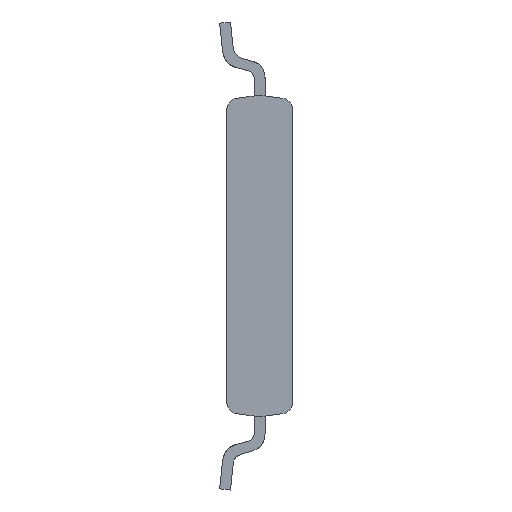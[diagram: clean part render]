
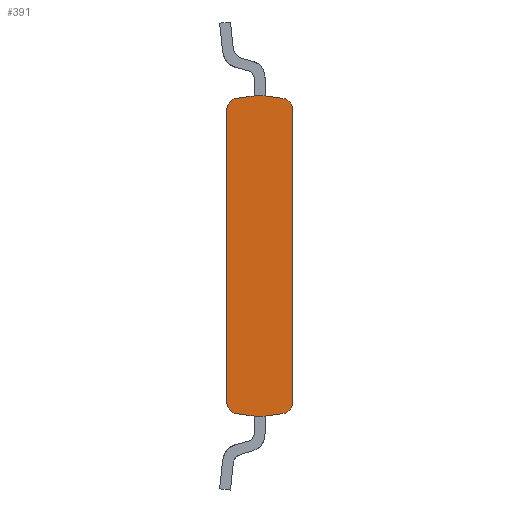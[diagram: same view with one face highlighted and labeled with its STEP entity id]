
A CAD part, front view. The second image highlights one B-rep face of the part: STEP entity #391.
In plain terms, the highlighted free-form (B-spline) face has degree [1, 1] with [2, 2] control points.
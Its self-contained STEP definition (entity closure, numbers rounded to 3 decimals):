
#296=(
BOUNDED_SURFACE()
B_SPLINE_SURFACE(1,1,((#297,#298),(#299,#300)),.UNSPECIFIED.,.F.,.F.,.F.)
B_SPLINE_SURFACE_WITH_KNOTS((2,2),(2,2),(0.000,1.000),(0.000,1.000),.UNSPECIFIED.)
GEOMETRIC_REPRESENTATION_ITEM()
RATIONAL_B_SPLINE_SURFACE(((1.,1.),(1.,1.)))
REPRESENTATION_ITEM('')
SURFACE()
);
#297=CARTESIAN_POINT('',(0.1,-3.9,2.2));
#298=CARTESIAN_POINT('',(1.,-3.9,2.2));
#299=CARTESIAN_POINT('',(0.1,-3.9,-2.2));
#300=CARTESIAN_POINT('',(1.,-3.9,-2.2));
#301=CARTESIAN_POINT('',(0.625,-3.9,2.2));
#302=VERTEX_POINT('',#301);
#303=(
BOUNDED_CURVE()
B_SPLINE_CURVE(1,(#304,#305),.UNSPECIFIED.,.F.,.F.)
B_SPLINE_CURVE_WITH_KNOTS((2,2),(0.000,1.000),.UNSPECIFIED.)
CURVE()
GEOMETRIC_REPRESENTATION_ITEM()
RATIONAL_B_SPLINE_CURVE((1.,1.))
REPRESENTATION_ITEM('')
);
#304=CARTESIAN_POINT('',(0.625,-3.9,2.2));
#305=CARTESIAN_POINT('',(0.87,-3.9,2.166));
#306=CARTESIAN_POINT('',(0.87,-3.9,2.166));
#307=VERTEX_POINT('',#306);
#308=EDGE_CURVE('',#302,#307,#303,.T.);
#309=ORIENTED_EDGE('',*,*,#308,.T.);
#310=(
BOUNDED_CURVE()
B_SPLINE_CURVE(2,(#311,#312,#313),.UNSPECIFIED.,.F.,.F.)
B_SPLINE_CURVE_WITH_KNOTS((3,3),(0.000,1.000),.UNSPECIFIED.)
CURVE()
GEOMETRIC_REPRESENTATION_ITEM()
RATIONAL_B_SPLINE_CURVE((1.,0.755,1.))
REPRESENTATION_ITEM('')
);
#311=CARTESIAN_POINT('',(0.87,-3.9,2.166));
#312=CARTESIAN_POINT('',(1.,-3.9,2.147));
#313=CARTESIAN_POINT('',(1.,-3.9,2.016));
#314=CARTESIAN_POINT('',(1.,-3.9,2.016));
#315=VERTEX_POINT('',#314);
#316=EDGE_CURVE('',#307,#315,#310,.T.);
#317=ORIENTED_EDGE('',*,*,#316,.T.);
#318=(
BOUNDED_CURVE()
B_SPLINE_CURVE(1,(#319,#320),.UNSPECIFIED.,.F.,.F.)
B_SPLINE_CURVE_WITH_KNOTS((2,2),(0.000,1.000),.UNSPECIFIED.)
CURVE()
GEOMETRIC_REPRESENTATION_ITEM()
RATIONAL_B_SPLINE_CURVE((1.,1.))
REPRESENTATION_ITEM('')
);
#319=CARTESIAN_POINT('',(1.,-3.9,2.016));
#320=CARTESIAN_POINT('',(1.,-3.9,-2.016));
#321=CARTESIAN_POINT('',(1.,-3.9,-2.016));
#322=VERTEX_POINT('',#321);
#323=EDGE_CURVE('',#315,#322,#318,.T.);
#324=ORIENTED_EDGE('',*,*,#323,.T.);
#325=(
BOUNDED_CURVE()
B_SPLINE_CURVE(2,(#326,#327,#328),.UNSPECIFIED.,.F.,.F.)
B_SPLINE_CURVE_WITH_KNOTS((3,3),(0.000,1.000),.UNSPECIFIED.)
CURVE()
GEOMETRIC_REPRESENTATION_ITEM()
RATIONAL_B_SPLINE_CURVE((1.,0.755,1.))
REPRESENTATION_ITEM('')
);
#326=CARTESIAN_POINT('',(1.,-3.9,-2.016));
#327=CARTESIAN_POINT('',(1.,-3.9,-2.147));
#328=CARTESIAN_POINT('',(0.87,-3.9,-2.166));
#329=CARTESIAN_POINT('',(0.87,-3.9,-2.166));
#330=VERTEX_POINT('',#329);
#331=EDGE_CURVE('',#322,#330,#325,.T.);
#332=ORIENTED_EDGE('',*,*,#331,.T.);
#333=(
BOUNDED_CURVE()
B_SPLINE_CURVE(1,(#334,#335),.UNSPECIFIED.,.F.,.F.)
B_SPLINE_CURVE_WITH_KNOTS((2,2),(0.000,1.000),.UNSPECIFIED.)
CURVE()
GEOMETRIC_REPRESENTATION_ITEM()
RATIONAL_B_SPLINE_CURVE((1.,1.))
REPRESENTATION_ITEM('')
);
#334=CARTESIAN_POINT('',(0.87,-3.9,-2.166));
#335=CARTESIAN_POINT('',(0.625,-3.9,-2.2));
#336=CARTESIAN_POINT('',(0.625,-3.9,-2.2));
#337=VERTEX_POINT('',#336);
#338=EDGE_CURVE('',#330,#337,#333,.T.);
#339=ORIENTED_EDGE('',*,*,#338,.T.);
#340=(
BOUNDED_CURVE()
B_SPLINE_CURVE(1,(#341,#342),.UNSPECIFIED.,.F.,.F.)
B_SPLINE_CURVE_WITH_KNOTS((2,2),(0.000,1.000),.UNSPECIFIED.)
CURVE()
GEOMETRIC_REPRESENTATION_ITEM()
RATIONAL_B_SPLINE_CURVE((1.,1.))
REPRESENTATION_ITEM('')
);
#341=CARTESIAN_POINT('',(0.625,-3.9,-2.2));
#342=CARTESIAN_POINT('',(0.475,-3.9,-2.2));
#343=CARTESIAN_POINT('',(0.475,-3.9,-2.2));
#344=VERTEX_POINT('',#343);
#345=EDGE_CURVE('',#337,#344,#340,.T.);
#346=ORIENTED_EDGE('',*,*,#345,.T.);
#347=(
BOUNDED_CURVE()
B_SPLINE_CURVE(1,(#348,#349),.UNSPECIFIED.,.F.,.F.)
B_SPLINE_CURVE_WITH_KNOTS((2,2),(0.000,1.000),.UNSPECIFIED.)
CURVE()
GEOMETRIC_REPRESENTATION_ITEM()
RATIONAL_B_SPLINE_CURVE((1.,1.))
REPRESENTATION_ITEM('')
);
#348=CARTESIAN_POINT('',(0.475,-3.9,-2.2));
#349=CARTESIAN_POINT('',(0.23,-3.9,-2.166));
#350=CARTESIAN_POINT('',(0.23,-3.9,-2.166));
#351=VERTEX_POINT('',#350);
#352=EDGE_CURVE('',#344,#351,#347,.T.);
#353=ORIENTED_EDGE('',*,*,#352,.T.);
#354=(
BOUNDED_CURVE()
B_SPLINE_CURVE(2,(#355,#356,#357),.UNSPECIFIED.,.F.,.F.)
B_SPLINE_CURVE_WITH_KNOTS((3,3),(0.000,1.000),.UNSPECIFIED.)
CURVE()
GEOMETRIC_REPRESENTATION_ITEM()
RATIONAL_B_SPLINE_CURVE((1.,0.755,1.))
REPRESENTATION_ITEM('')
);
#355=CARTESIAN_POINT('',(0.23,-3.9,-2.166));
#356=CARTESIAN_POINT('',(0.1,-3.9,-2.147));
#357=CARTESIAN_POINT('',(0.1,-3.9,-2.016));
#358=CARTESIAN_POINT('',(0.1,-3.9,-2.016));
#359=VERTEX_POINT('',#358);
#360=EDGE_CURVE('',#351,#359,#354,.T.);
#361=ORIENTED_EDGE('',*,*,#360,.T.);
#362=(
BOUNDED_CURVE()
B_SPLINE_CURVE(1,(#363,#364),.UNSPECIFIED.,.F.,.F.)
B_SPLINE_CURVE_WITH_KNOTS((2,2),(0.000,1.000),.UNSPECIFIED.)
CURVE()
GEOMETRIC_REPRESENTATION_ITEM()
RATIONAL_B_SPLINE_CURVE((1.,1.))
REPRESENTATION_ITEM('')
);
#363=CARTESIAN_POINT('',(0.1,-3.9,-2.016));
#364=CARTESIAN_POINT('',(0.1,-3.9,2.016));
#365=CARTESIAN_POINT('',(0.1,-3.9,2.016));
#366=VERTEX_POINT('',#365);
#367=EDGE_CURVE('',#359,#366,#362,.T.);
#368=ORIENTED_EDGE('',*,*,#367,.T.);
#369=(
BOUNDED_CURVE()
B_SPLINE_CURVE(2,(#370,#371,#372),.UNSPECIFIED.,.F.,.F.)
B_SPLINE_CURVE_WITH_KNOTS((3,3),(0.000,1.000),.UNSPECIFIED.)
CURVE()
GEOMETRIC_REPRESENTATION_ITEM()
RATIONAL_B_SPLINE_CURVE((1.,0.755,1.))
REPRESENTATION_ITEM('')
);
#370=CARTESIAN_POINT('',(0.1,-3.9,2.016));
#371=CARTESIAN_POINT('',(0.1,-3.9,2.147));
#372=CARTESIAN_POINT('',(0.23,-3.9,2.166));
#373=CARTESIAN_POINT('',(0.23,-3.9,2.166));
#374=VERTEX_POINT('',#373);
#375=EDGE_CURVE('',#366,#374,#369,.T.);
#376=ORIENTED_EDGE('',*,*,#375,.T.);
#377=(
BOUNDED_CURVE()
B_SPLINE_CURVE(1,(#378,#379),.UNSPECIFIED.,.F.,.F.)
B_SPLINE_CURVE_WITH_KNOTS((2,2),(0.000,1.000),.UNSPECIFIED.)
CURVE()
GEOMETRIC_REPRESENTATION_ITEM()
RATIONAL_B_SPLINE_CURVE((1.,1.))
REPRESENTATION_ITEM('')
);
#378=CARTESIAN_POINT('',(0.23,-3.9,2.166));
#379=CARTESIAN_POINT('',(0.475,-3.9,2.2));
#380=CARTESIAN_POINT('',(0.475,-3.9,2.2));
#381=VERTEX_POINT('',#380);
#382=EDGE_CURVE('',#374,#381,#377,.T.);
#383=ORIENTED_EDGE('',*,*,#382,.T.);
#384=(
BOUNDED_CURVE()
B_SPLINE_CURVE(1,(#385,#386),.UNSPECIFIED.,.F.,.F.)
B_SPLINE_CURVE_WITH_KNOTS((2,2),(0.000,1.000),.UNSPECIFIED.)
CURVE()
GEOMETRIC_REPRESENTATION_ITEM()
RATIONAL_B_SPLINE_CURVE((1.,1.))
REPRESENTATION_ITEM('')
);
#385=CARTESIAN_POINT('',(0.475,-3.9,2.2));
#386=CARTESIAN_POINT('',(0.625,-3.9,2.2));
#387=EDGE_CURVE('',#381,#302,#384,.T.);
#388=ORIENTED_EDGE('',*,*,#387,.T.);
#389=EDGE_LOOP('',(#309,#317,#324,#332,#339,#346,#353,#361,#368,#376,#383,#388));
#390=FACE_OUTER_BOUND('',#389,.T.);
#391=ADVANCED_FACE('',(#390),#296,.T.);
